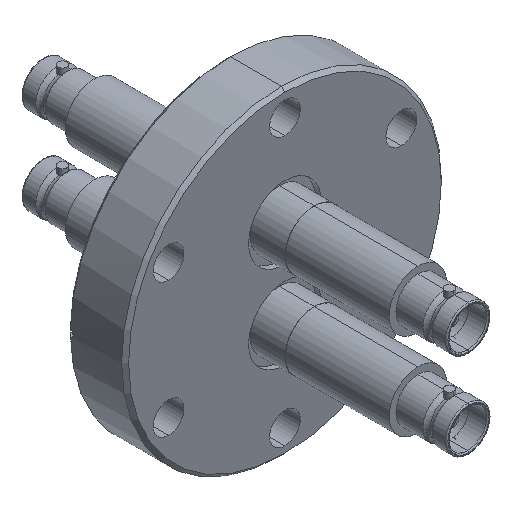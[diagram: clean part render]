
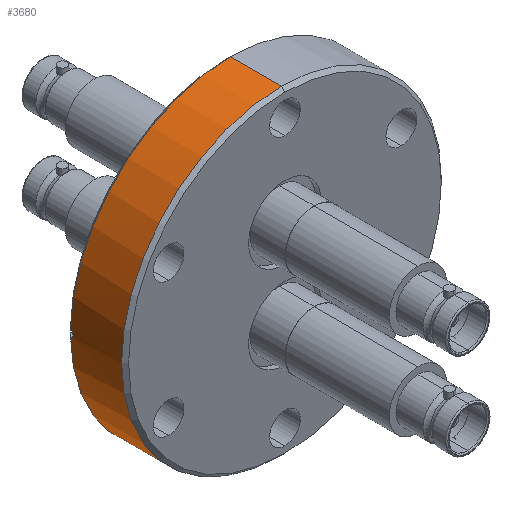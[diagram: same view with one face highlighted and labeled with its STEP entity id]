
A CAD part, isometric view. The second image highlights one B-rep face of the part: STEP entity #3680.
In plain terms, the highlighted cylindrical face has radius 34.925 mm (diameter 69.85 mm), a partial arc.
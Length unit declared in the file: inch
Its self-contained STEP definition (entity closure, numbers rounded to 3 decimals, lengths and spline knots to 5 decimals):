
#75 = CARTESIAN_POINT ( 'NONE',  ( -1.37477, 0.001, -0.025 ) ) ;
#183 = CARTESIAN_POINT ( 'NONE',  ( -1.37477, 0., -0.025 ) ) ;
#184 = CARTESIAN_POINT ( 'NONE',  ( -1.37477, 0., 0.025 ) ) ;
#185 = LINE ( 'NONE', #184, #14265 ) ;
#186 = CARTESIAN_POINT ( 'NONE',  ( 0., -0.419, 0. ) ) ;
#187 = DIRECTION ( 'NONE',  ( 0., 1., 0. ) ) ;
#188 = DIRECTION ( 'NONE',  ( 0., 0., 1. ) ) ;
#189 = LINE ( 'NONE', #183, #14261 ) ;
#190 = DIRECTION ( 'NONE',  ( 0., 1., 0. ) ) ;
#191 = CARTESIAN_POINT ( 'NONE',  ( 0., 0.001, 0. ) ) ;
#192 = DIRECTION ( 'NONE',  ( 0., -1., 0. ) ) ;
#193 = DIRECTION ( 'NONE',  ( 0., 0., 1. ) ) ;
#195 = DIRECTION ( 'NONE',  ( 0., -1., 0. ) ) ;
#1416 = CIRCLE ( 'NONE', #1423, 1.375 ) ;
#1423 = AXIS2_PLACEMENT_3D ( 'NONE', #14056, #14057, #14058 ) ;
#3005 = VERTEX_POINT ( 'NONE', #5989 ) ;
#3023 = VERTEX_POINT ( 'NONE', #6007 ) ;
#3026 = VERTEX_POINT ( 'NONE', #6010 ) ;
#3157 = VERTEX_POINT ( 'NONE', #75 ) ;
#3283 = VECTOR ( 'NONE', #15731, 39.37008 ) ;
#3292 = CIRCLE ( 'NONE', #3294, 1.375 ) ;
#3294 = AXIS2_PLACEMENT_3D ( 'NONE', #15722, #15723, #15724 ) ;
#3303 = VECTOR ( 'NONE', #15748, 39.37008 ) ;
#3441 = EDGE_CURVE ( 'NONE', #12397, #3026, #14259, .T. ) ;
#3442 = EDGE_CURVE ( 'NONE', #11339, #11338, #185, .T. ) ;
#3443 = EDGE_CURVE ( 'NONE', #11339, #3157, #14254, .T. ) ;
#3444 = EDGE_CURVE ( 'NONE', #3005, #3157, #189, .T. ) ;
#3680 = ADVANCED_FACE ( 'NONE', ( #12116 ), #12119, .T. ) ;
#4035 = EDGE_LOOP ( 'NONE', ( #13303, #13305, #13304, #13368, #13346, #13363, #13300, #13370 ) ) ;
#4368 = EDGE_CURVE ( 'NONE', #3023, #3005, #3292, .T. ) ;
#4371 = EDGE_CURVE ( 'NONE', #3026, #12386, #15727, .T. ) ;
#4377 = EDGE_CURVE ( 'NONE', #12397, #3023, #15744, .T. ) ;
#5989 = CARTESIAN_POINT ( 'NONE',  ( -1.37477, 0.021, -0.025 ) ) ;
#6007 = CARTESIAN_POINT ( 'NONE',  ( 0., 0.021, -1.375 ) ) ;
#6010 = CARTESIAN_POINT ( 'NONE',  ( 0., -0.419, 1.375 ) ) ;
#6844 = AXIS2_PLACEMENT_3D ( 'NONE', #12117, #12114, #12120 ) ;
#7814 = EDGE_CURVE ( 'NONE', #11338, #12386, #1416, .T. ) ;
#10723 = CARTESIAN_POINT ( 'NONE',  ( -1.37477, 0.021, 0.025 ) ) ;
#10724 = CARTESIAN_POINT ( 'NONE',  ( -1.37477, 0.001, 0.025 ) ) ;
#11338 = VERTEX_POINT ( 'NONE', #10723 ) ;
#11339 = VERTEX_POINT ( 'NONE', #10724 ) ;
#12114 = DIRECTION ( 'NONE',  ( 0., 1., 0. ) ) ;
#12116 = FACE_OUTER_BOUND ( 'NONE', #4035, .T. ) ;
#12117 = CARTESIAN_POINT ( 'NONE',  ( 0., 0., 0. ) ) ;
#12119 = CYLINDRICAL_SURFACE ( 'NONE', #6844, 1.375 ) ;
#12120 = DIRECTION ( 'NONE',  ( 0., 0., 1. ) ) ;
#12386 = VERTEX_POINT ( 'NONE', #19395 ) ;
#12397 = VERTEX_POINT ( 'NONE', #19401 ) ;
#13300 = ORIENTED_EDGE ( 'NONE', *, *, #3444, .F. ) ;
#13303 = ORIENTED_EDGE ( 'NONE', *, *, #4377, .F. ) ;
#13304 = ORIENTED_EDGE ( 'NONE', *, *, #4371, .T. ) ;
#13305 = ORIENTED_EDGE ( 'NONE', *, *, #3441, .T. ) ;
#13346 = ORIENTED_EDGE ( 'NONE', *, *, #3442, .F. ) ;
#13363 = ORIENTED_EDGE ( 'NONE', *, *, #3443, .T. ) ;
#13368 = ORIENTED_EDGE ( 'NONE', *, *, #7814, .F. ) ;
#13370 = ORIENTED_EDGE ( 'NONE', *, *, #4368, .F. ) ;
#14056 = CARTESIAN_POINT ( 'NONE',  ( 0., 0.021, 0. ) ) ;
#14057 = DIRECTION ( 'NONE',  ( 0., 1., 0. ) ) ;
#14058 = DIRECTION ( 'NONE',  ( 0., 0., 1. ) ) ;
#14254 = CIRCLE ( 'NONE', #14256, 1.375 ) ;
#14256 = AXIS2_PLACEMENT_3D ( 'NONE', #191, #192, #193 ) ;
#14259 = CIRCLE ( 'NONE', #14263, 1.375 ) ;
#14261 = VECTOR ( 'NONE', #195, 39.37008 ) ;
#14263 = AXIS2_PLACEMENT_3D ( 'NONE', #186, #187, #188 ) ;
#14265 = VECTOR ( 'NONE', #190, 39.37008 ) ;
#15720 = CARTESIAN_POINT ( 'NONE',  ( 0., 0., 1.375 ) ) ;
#15722 = CARTESIAN_POINT ( 'NONE',  ( 0., 0.021, 0. ) ) ;
#15723 = DIRECTION ( 'NONE',  ( 0., 1., 0. ) ) ;
#15724 = DIRECTION ( 'NONE',  ( 0., 0., 1. ) ) ;
#15727 = LINE ( 'NONE', #15720, #3283 ) ;
#15731 = DIRECTION ( 'NONE',  ( 0., 1., 0. ) ) ;
#15738 = CARTESIAN_POINT ( 'NONE',  ( 0., 0., -1.375 ) ) ;
#15744 = LINE ( 'NONE', #15738, #3303 ) ;
#15748 = DIRECTION ( 'NONE',  ( 0., 1., 0. ) ) ;
#19395 = CARTESIAN_POINT ( 'NONE',  ( 0., 0.021, 1.375 ) ) ;
#19401 = CARTESIAN_POINT ( 'NONE',  ( 0., -0.419, -1.375 ) ) ;
